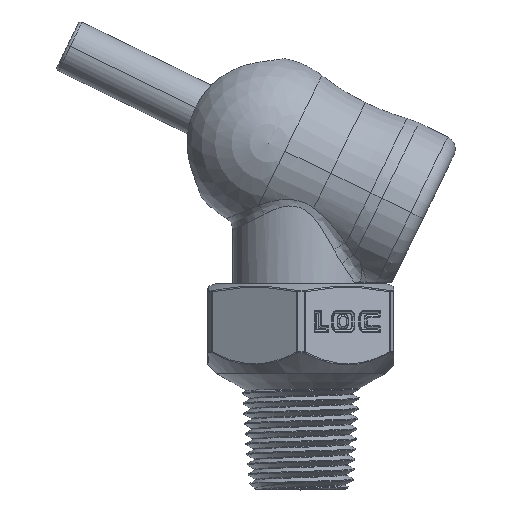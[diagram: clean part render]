
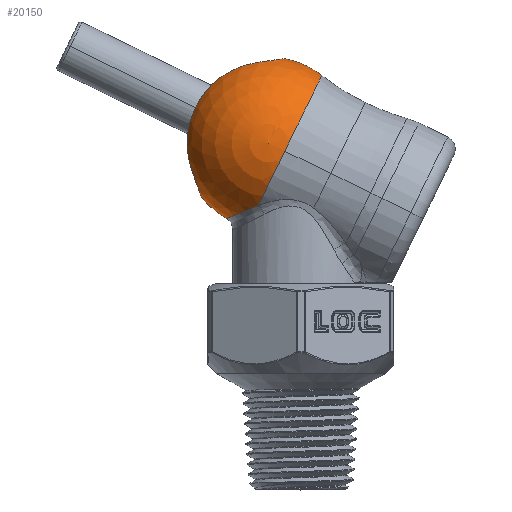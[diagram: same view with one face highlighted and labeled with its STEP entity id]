
A CAD part, top view. The second image highlights one B-rep face of the part: STEP entity #20150.
In plain terms, the highlighted spherical face has radius 7.828 mm.
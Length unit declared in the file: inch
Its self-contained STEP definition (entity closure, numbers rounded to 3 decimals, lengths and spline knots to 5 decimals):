
#57 = FACE_OUTER_BOUND ( 'NONE', #3751, .T. ) ;
#60 = SPHERICAL_SURFACE ( 'NONE', #25387, 0.30818 ) ;
#632 = EDGE_CURVE ( 'NONE', #28410, #23965, #17972, .T. ) ;
#633 = EDGE_CURVE ( 'NONE', #28410, #5130, #17973, .T. ) ;
#634 = EDGE_CURVE ( 'NONE', #23987, #5130, #17975, .T. ) ;
#635 = EDGE_CURVE ( 'NONE', #5256, #5035, #29234, .T. ) ;
#2184 = CARTESIAN_POINT ( 'NONE',  ( -0.12651, -0.27949, 0. ) ) ;
#2188 = CARTESIAN_POINT ( 'NONE',  ( 0.06977, 0.30036, 0. ) ) ;
#2192 = CARTESIAN_POINT ( 'NONE',  ( -0.07615, 0.29605, 0. ) ) ;
#2391 = CARTESIAN_POINT ( 'NONE',  ( 0.00564, -0.00108, 0. ) ) ;
#2392 = DIRECTION ( 'NONE',  ( 0., 0., -1. ) ) ;
#2393 = DIRECTION ( 'NONE',  ( 0., 1., 0. ) ) ;
#2403 = CARTESIAN_POINT ( 'NONE',  ( 0.00564, -0.00108, 0. ) ) ;
#2404 = DIRECTION ( 'NONE',  ( 0., 0., 1. ) ) ;
#2405 = DIRECTION ( 'NONE',  ( 1., 0., 0. ) ) ;
#3751 = EDGE_LOOP ( 'NONE', ( #25159, #25160, #25161, #25162, #25163, #25164, #25165, #25166 ) ) ;
#4277 = CARTESIAN_POINT ( 'NONE',  ( 0.06977, -0.21652, 0.21082 ) ) ;
#4278 = CARTESIAN_POINT ( 'NONE',  ( 0.06387, -0.22363, 0.20535 ) ) ;
#4282 = CARTESIAN_POINT ( 'NONE',  ( 0.05809, -0.23044, 0.19932 ) ) ;
#4284 = CARTESIAN_POINT ( 'NONE',  ( 0.04707, -0.24325, 0.18634 ) ) ;
#4288 = CARTESIAN_POINT ( 'NONE',  ( 0.04179, -0.24928, 0.17937 ) ) ;
#4290 = CARTESIAN_POINT ( 'NONE',  ( 0.02676, -0.26626, 0.15702 ) ) ;
#4294 = CARTESIAN_POINT ( 'NONE',  ( 0.01771, -0.2762, 0.13996 ) ) ;
#4296 = CARTESIAN_POINT ( 'NONE',  ( 0.00669, -0.28815, 0.11258 ) ) ;
#4301 = CARTESIAN_POINT ( 'NONE',  ( 0.00341, -0.29168, 0.10312 ) ) ;
#4302 = CARTESIAN_POINT ( 'NONE',  ( -0.00232, -0.2978, 0.08353 ) ) ;
#4306 = CARTESIAN_POINT ( 'NONE',  ( -0.00478, -0.30041, 0.07333 ) ) ;
#4308 = CARTESIAN_POINT ( 'NONE',  ( -0.01263, -0.30871, 0. ) ) ;
#4310 = DIRECTION ( 'NONE',  ( 0.829, 0.559, 0. ) ) ;
#4313 = DIRECTION ( 'NONE',  ( 0.559, -0.829, 0. ) ) ;
#4315 = CARTESIAN_POINT ( 'NONE',  ( -0.15769, 0.24106, 0. ) ) ;
#4318 = CARTESIAN_POINT ( 'NONE',  ( -0.01064, -0.30662, 0.04251 ) ) ;
#4321 = CARTESIAN_POINT ( 'NONE',  ( -0.01263, -0.30871, 0.02149 ) ) ;
#4322 = DIRECTION ( 'NONE',  ( 1., 0., 0. ) ) ;
#4325 = DIRECTION ( 'NONE',  ( 0., 0., -1. ) ) ;
#4328 = CARTESIAN_POINT ( 'NONE',  ( 0.00564, -0.00108, 0.09834 ) ) ;
#4333 = DIRECTION ( 'NONE',  ( 0.719, -0.695, 0. ) ) ;
#4336 = DIRECTION ( 'NONE',  ( 0.695, 0.719, 0. ) ) ;
#4339 = CARTESIAN_POINT ( 'NONE',  ( -0.19725, -0.21117, 0. ) ) ;
#5035 = VERTEX_POINT ( 'NONE', #25849 ) ;
#5130 = VERTEX_POINT ( 'NONE', #25944 ) ;
#5256 = VERTEX_POINT ( 'NONE', #26070 ) ;
#6391 = CARTESIAN_POINT ( 'NONE',  ( 0.06977, -0.00108, 0.30143 ) ) ;
#6575 = CARTESIAN_POINT ( 'NONE',  ( 0.00564, -0.00108, 0. ) ) ;
#6577 = DIRECTION ( 'NONE',  ( 0., 0., -1. ) ) ;
#6580 = DIRECTION ( 'NONE',  ( 0., 1., 0. ) ) ;
#12249 = EDGE_CURVE ( 'NONE', #5035, #18619, #30141, .T. ) ;
#12253 = EDGE_CURVE ( 'NONE', #18619, #23978, #30147, .T. ) ;
#12584 = AXIS2_PLACEMENT_3D ( 'NONE', #4339, #4336, #4333 ) ;
#12585 = AXIS2_PLACEMENT_3D ( 'NONE', #4328, #4325, #4322 ) ;
#12586 = AXIS2_PLACEMENT_3D ( 'NONE', #4315, #4313, #4310 ) ;
#17972 = CIRCLE ( 'NONE', #12584, 0.09834 ) ;
#17973 = CIRCLE ( 'NONE', #12585, 0.29207 ) ;
#17975 = CIRCLE ( 'NONE', #12586, 0.09834 ) ;
#18619 = VERTEX_POINT ( 'NONE', #6391 ) ;
#20150 = ADVANCED_FACE ( 'NONE', ( #57 ), #60, .T. ) ;
#21370 = CARTESIAN_POINT ( 'NONE',  ( -0.19725, -0.21117, 0.09834 ) ) ;
#22244 = CIRCLE ( 'NONE', #23726, 0.30818 ) ;
#22247 = CIRCLE ( 'NONE', #23730, 0.30818 ) ;
#23444 = AXIS2_PLACEMENT_3D ( 'NONE', #26735, #26736, #26737 ) ;
#23448 = AXIS2_PLACEMENT_3D ( 'NONE', #26749, #26750, #26751 ) ;
#23726 = AXIS2_PLACEMENT_3D ( 'NONE', #2391, #2392, #2393 ) ;
#23730 = AXIS2_PLACEMENT_3D ( 'NONE', #2403, #2404, #2405 ) ;
#23965 = VERTEX_POINT ( 'NONE', #2184 ) ;
#23978 = VERTEX_POINT ( 'NONE', #2188 ) ;
#23987 = VERTEX_POINT ( 'NONE', #2192 ) ;
#24271 = EDGE_CURVE ( 'NONE', #5256, #23965, #22244, .T. ) ;
#24275 = EDGE_CURVE ( 'NONE', #23978, #23987, #22247, .T. ) ;
#25159 = ORIENTED_EDGE ( 'NONE', *, *, #24271, .F. ) ;
#25160 = ORIENTED_EDGE ( 'NONE', *, *, #635, .T. ) ;
#25161 = ORIENTED_EDGE ( 'NONE', *, *, #12249, .T. ) ;
#25162 = ORIENTED_EDGE ( 'NONE', *, *, #12253, .T. ) ;
#25163 = ORIENTED_EDGE ( 'NONE', *, *, #24275, .T. ) ;
#25164 = ORIENTED_EDGE ( 'NONE', *, *, #634, .T. ) ;
#25165 = ORIENTED_EDGE ( 'NONE', *, *, #633, .F. ) ;
#25166 = ORIENTED_EDGE ( 'NONE', *, *, #632, .T. ) ;
#25387 = AXIS2_PLACEMENT_3D ( 'NONE', #6575, #6577, #6580 ) ;
#25849 = CARTESIAN_POINT ( 'NONE',  ( 0.06977, -0.21652, 0.21082 ) ) ;
#25944 = CARTESIAN_POINT ( 'NONE',  ( -0.15769, 0.24106, 0.09834 ) ) ;
#26070 = CARTESIAN_POINT ( 'NONE',  ( -0.01263, -0.30871, 0. ) ) ;
#26735 = CARTESIAN_POINT ( 'NONE',  ( 0.06977, -0.00108, 0. ) ) ;
#26736 = DIRECTION ( 'NONE',  ( -1., 0., 0. ) ) ;
#26737 = DIRECTION ( 'NONE',  ( 0., 0., 1. ) ) ;
#26749 = CARTESIAN_POINT ( 'NONE',  ( 0.06977, -0.00108, 0. ) ) ;
#26750 = DIRECTION ( 'NONE',  ( -1., 0., 0. ) ) ;
#26751 = DIRECTION ( 'NONE',  ( 0., 0., 1. ) ) ;
#28410 = VERTEX_POINT ( 'NONE', #21370 ) ;
#29234 = B_SPLINE_CURVE_WITH_KNOTS ( 'NONE', 3,
 ( #4308, #4321, #4318, #4306, #4302, #4301, #4296, #4294, #4290, #4288, #4284, #4282, #4278, #4277 ),
 .UNSPECIFIED., .F., .F.,
 ( 4, 2, 2, 2, 2, 2, 4 ),
 ( 0.00647, 0.00808, 0.00889, 0.0097, 0.01131, 0.01212, 0.01293 ),
 .UNSPECIFIED. ) ;
#30141 = CIRCLE ( 'NONE', #23444, 0.30143 ) ;
#30147 = CIRCLE ( 'NONE', #23448, 0.30143 ) ;
